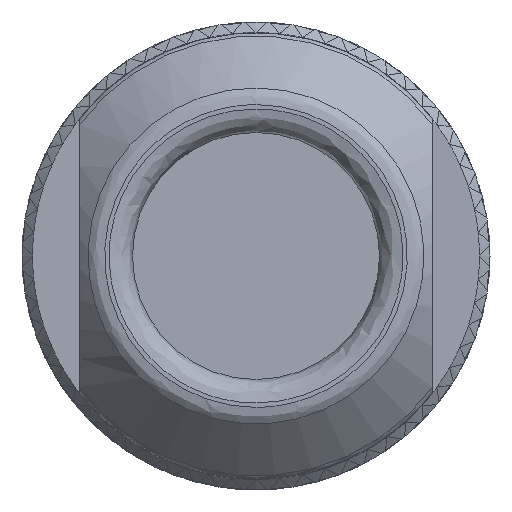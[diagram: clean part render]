
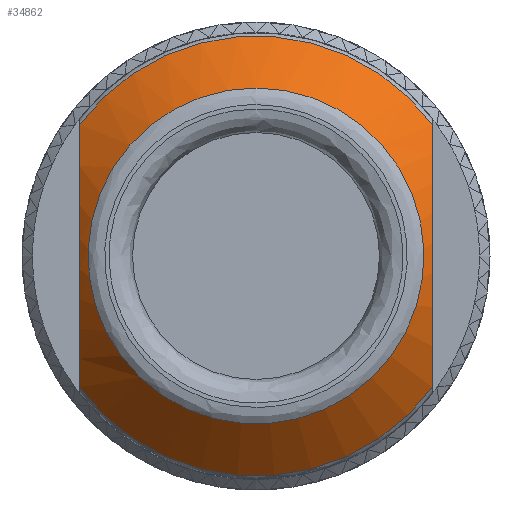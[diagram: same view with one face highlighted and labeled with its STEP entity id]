
A CAD part, left-side view. The second image highlights one B-rep face of the part: STEP entity #34862.
In plain terms, the highlighted conical face has half-angle 45 degrees and reference radius 9.354 mm.
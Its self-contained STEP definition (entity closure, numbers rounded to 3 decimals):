
#964 = ORIENTED_EDGE ( 'NONE', *, *, #34621, .T. ) ;
#987 = CARTESIAN_POINT ( 'NONE',  ( 63945.951, -7.5, -65800.676 ) ) ;
#1031 = EDGE_LOOP ( 'NONE', ( #36729, #14142, #32871, #964 ) ) ;
#1589 = CARTESIAN_POINT ( 'NONE',  ( 63945.949, 7.5, -65800.649 ) ) ;
#1704 = FACE_BOUND ( 'NONE', #35120, .T. ) ;
#1764 = DIRECTION ( 'NONE',  ( 1., 0., 0. ) ) ;
#1848 = DIRECTION ( 'NONE',  ( -1., 0., 0. ) ) ;
#4062 = CARTESIAN_POINT ( 'NONE',  ( 63945.999, -7.5, -65799.181 ) ) ;
#4536 = CARTESIAN_POINT ( 'NONE',  ( 63947.293, 7.5, -65795.432 ) ) ;
#4666 = CARTESIAN_POINT ( 'NONE',  ( 63946.187, 7.5, -65802.127 ) ) ;
#5042 = CONICAL_SURFACE ( 'NONE', #39100, 9.354, 0.785 ) ;
#7122 = CARTESIAN_POINT ( 'NONE',  ( 63946.324, -7.5, -65797.73 ) ) ;
#7749 = CARTESIAN_POINT ( 'NONE',  ( 63946.662, 7.5, -65803.54 ) ) ;
#7850 = DIRECTION ( 'NONE',  ( -1., 0., 0. ) ) ;
#8043 = CARTESIAN_POINT ( 'NONE',  ( 63947.803, -7.5, -65805.756 ) ) ;
#9318 = CIRCLE ( 'NONE', #29395, 9.354 ) ;
#9326 = CARTESIAN_POINT ( 'NONE',  ( 63945.593, 0., -65793.024 ) ) ;
#10210 = CARTESIAN_POINT ( 'NONE',  ( 63946.863, -7.5, -65796.334 ) ) ;
#10690 = CARTESIAN_POINT ( 'NONE',  ( 63946.838, 7.5, -65796.311 ) ) ;
#10774 = ORIENTED_EDGE ( 'NONE', *, *, #14436, .T. ) ;
#10812 = CARTESIAN_POINT ( 'NONE',  ( 63947.306, 7.5, -65804.891 ) ) ;
#13179 = CARTESIAN_POINT ( 'NONE',  ( 63946.415, -7.5, -65802.858 ) ) ;
#13319 = CARTESIAN_POINT ( 'NONE',  ( 63947.547, -7.5, -65795.006 ) ) ;
#13778 = CARTESIAN_POINT ( 'NONE',  ( 63946.338, 7.5, -65797.711 ) ) ;
#13918 = CARTESIAN_POINT ( 'NONE',  ( 63947.803, 7.5, -65805.756 ) ) ;
#14142 = ORIENTED_EDGE ( 'NONE', *, *, #33450, .T. ) ;
#14436 = EDGE_CURVE ( 'NONE', #14902, #14902, #34982, .T. ) ;
#14902 = VERTEX_POINT ( 'NONE', #9326 ) ;
#15206 = VERTEX_POINT ( 'NONE', #37164 ) ;
#15363 = EDGE_CURVE ( 'NONE', #15206, #23692, #9318, .T. ) ;
#16136 = AXIS2_PLACEMENT_3D ( 'NONE', #20225, #1848, #23285 ) ;
#16305 = CARTESIAN_POINT ( 'NONE',  ( 63946.202, -7.5, -65802.142 ) ) ;
#16892 = CARTESIAN_POINT ( 'NONE',  ( 63946.143, 7.5, -65798.435 ) ) ;
#17067 = FACE_OUTER_BOUND ( 'NONE', #1031, .T. ) ;
#18025 = CARTESIAN_POINT ( 'NONE',  ( 63947.803, 0., -65800.167 ) ) ;
#19349 = CARTESIAN_POINT ( 'NONE',  ( 63946.001, -7.5, -65801.167 ) ) ;
#19949 = CARTESIAN_POINT ( 'NONE',  ( 63945.951, 7.5, -65799.658 ) ) ;
#20152 = CARTESIAN_POINT ( 'NONE',  ( 63945.593, 0., -65800.167 ) ) ;
#20225 = CARTESIAN_POINT ( 'NONE',  ( 63947.803, 0., -65800.167 ) ) ;
#21623 = AXIS2_PLACEMENT_3D ( 'NONE', #20152, #1764, #23207 ) ;
#22160 = CARTESIAN_POINT ( 'NONE',  ( 63947.293, -7.5, -65804.901 ) ) ;
#22420 = CARTESIAN_POINT ( 'NONE',  ( 63945.949, -7.5, -65799.684 ) ) ;
#23019 = CARTESIAN_POINT ( 'NONE',  ( 63945.999, 7.5, -65801.152 ) ) ;
#23093 = B_SPLINE_CURVE_WITH_KNOTS ( 'NONE', 3,
 ( #28459, #22160, #31579, #13179, #34680, #16305, #37745, #19349, #987, #22420, #4062, #25493, #7122, #28590, #10210, #31718, #13319, #34811 ),
 .UNSPECIFIED., .F., .F.,
 ( 4, 2, 2, 2, 2, 2, 2, 2, 4 ),
 ( 0., 0.003, 0.004, 0.004, 0.006, 0.007, 0.009, 0.01, 0.012 ),
 .UNSPECIFIED. ) ;
#23207 = DIRECTION ( 'NONE',  ( 0., 0., 1. ) ) ;
#23285 = DIRECTION ( 'NONE',  ( 0., 0., 1. ) ) ;
#23692 = VERTEX_POINT ( 'NONE', #30967 ) ;
#25493 = CARTESIAN_POINT ( 'NONE',  ( 63946.187, -7.5, -65798.207 ) ) ;
#25965 = CARTESIAN_POINT ( 'NONE',  ( 63947.803, 7.5, -65794.577 ) ) ;
#26102 = CARTESIAN_POINT ( 'NONE',  ( 63946.324, 7.5, -65802.603 ) ) ;
#26139 = CIRCLE ( 'NONE', #16136, 9.354 ) ;
#26215 = CARTESIAN_POINT ( 'NONE',  ( 63947.803, 0., -65800.167 ) ) ;
#28135 = VERTEX_POINT ( 'NONE', #36797 ) ;
#28459 = CARTESIAN_POINT ( 'NONE',  ( 63947.803, -7.5, -65805.756 ) ) ;
#28590 = CARTESIAN_POINT ( 'NONE',  ( 63946.662, -7.5, -65796.793 ) ) ;
#29215 = CARTESIAN_POINT ( 'NONE',  ( 63946.863, 7.5, -65803.999 ) ) ;
#29327 = DIRECTION ( 'NONE',  ( 0., 0., 1. ) ) ;
#29395 = AXIS2_PLACEMENT_3D ( 'NONE', #26215, #7850, #29327 ) ;
#30304 = EDGE_CURVE ( 'NONE', #28135, #36301, #26139, .T. ) ;
#30967 = CARTESIAN_POINT ( 'NONE',  ( 63947.803, 7.5, -65794.577 ) ) ;
#31579 = CARTESIAN_POINT ( 'NONE',  ( 63946.838, -7.5, -65804.022 ) ) ;
#31718 = CARTESIAN_POINT ( 'NONE',  ( 63947.306, -7.5, -65795.442 ) ) ;
#32201 = CARTESIAN_POINT ( 'NONE',  ( 63946.415, 7.5, -65797.475 ) ) ;
#32326 = CARTESIAN_POINT ( 'NONE',  ( 63947.547, 7.5, -65805.327 ) ) ;
#32871 = ORIENTED_EDGE ( 'NONE', *, *, #15363, .T. ) ;
#33450 = EDGE_CURVE ( 'NONE', #36301, #15206, #23093, .T. ) ;
#34621 = EDGE_CURVE ( 'NONE', #23692, #28135, #39333, .T. ) ;
#34680 = CARTESIAN_POINT ( 'NONE',  ( 63946.338, -7.5, -65802.622 ) ) ;
#34811 = CARTESIAN_POINT ( 'NONE',  ( 63947.803, -7.5, -65794.577 ) ) ;
#34862 = ADVANCED_FACE ( 'NONE', ( #1704, #17067 ), #5042, .T. ) ;
#34982 = CIRCLE ( 'NONE', #21623, 7.143 ) ;
#35120 = EDGE_LOOP ( 'NONE', ( #10774 ) ) ;
#35290 = CARTESIAN_POINT ( 'NONE',  ( 63946.202, 7.5, -65798.192 ) ) ;
#36301 = VERTEX_POINT ( 'NONE', #8043 ) ;
#36480 = DIRECTION ( 'NONE',  ( 1., 0., 0. ) ) ;
#36603 = DIRECTION ( 'NONE',  ( 0., 0., -1. ) ) ;
#36729 = ORIENTED_EDGE ( 'NONE', *, *, #30304, .T. ) ;
#36797 = CARTESIAN_POINT ( 'NONE',  ( 63947.803, 7.5, -65805.756 ) ) ;
#37164 = CARTESIAN_POINT ( 'NONE',  ( 63947.803, -7.5, -65794.577 ) ) ;
#37745 = CARTESIAN_POINT ( 'NONE',  ( 63946.143, -7.5, -65801.898 ) ) ;
#38359 = CARTESIAN_POINT ( 'NONE',  ( 63946.001, 7.5, -65799.166 ) ) ;
#39100 = AXIS2_PLACEMENT_3D ( 'NONE', #18025, #36480, #36603 ) ;
#39333 = B_SPLINE_CURVE_WITH_KNOTS ( 'NONE', 3,
 ( #25965, #4536, #10690, #32201, #13778, #35290, #16892, #38359, #19949, #1589, #23019, #4666, #26102, #7749, #29215, #10812, #32326, #13918 ),
 .UNSPECIFIED., .F., .F.,
 ( 4, 2, 2, 2, 2, 2, 2, 2, 4 ),
 ( 0., 0.003, 0.004, 0.004, 0.006, 0.007, 0.009, 0.01, 0.012 ),
 .UNSPECIFIED. ) ;
